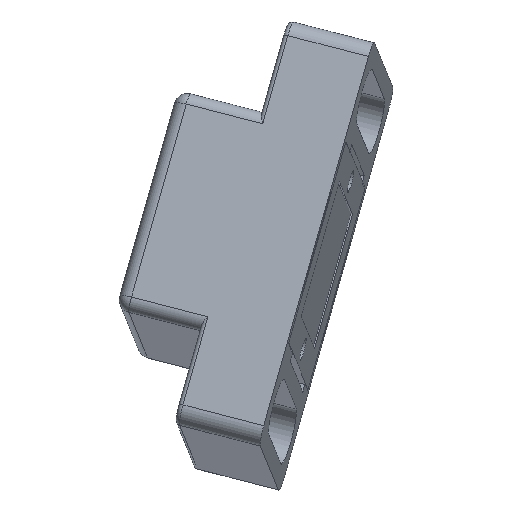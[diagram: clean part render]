
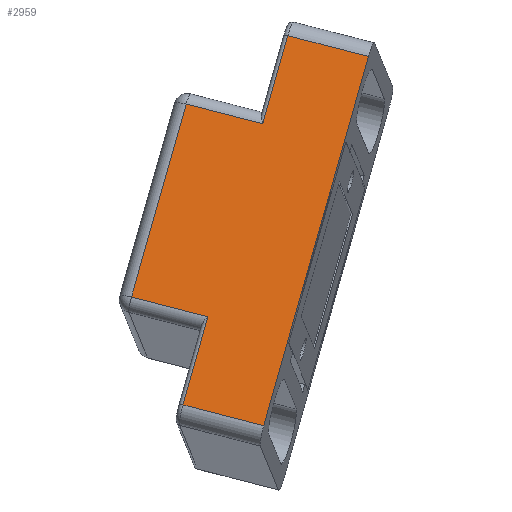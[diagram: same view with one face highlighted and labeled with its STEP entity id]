
A CAD part, left-side view. The second image highlights one B-rep face of the part: STEP entity #2959.
In plain terms, the highlighted face is planar.
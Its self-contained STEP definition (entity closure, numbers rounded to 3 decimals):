
#152 = CARTESIAN_POINT ( 'NONE',  ( -24., 9.5, 14. ) ) ;
#346 = EDGE_CURVE ( 'NONE', #4424, #12776, #3532, .T. ) ;
#456 = EDGE_CURVE ( 'NONE', #7592, #5988, #5425, .T. ) ;
#558 = VECTOR ( 'NONE', #10238, 1000. ) ;
#791 = CARTESIAN_POINT ( 'NONE',  ( 11.5, 9.5, 14. ) ) ;
#1020 = ORIENTED_EDGE ( 'NONE', *, *, #7340, .T. ) ;
#1123 = DIRECTION ( 'NONE',  ( 0., -1., 0. ) ) ;
#1369 = CARTESIAN_POINT ( 'NONE',  ( 11.5, 18.5, 14. ) ) ;
#1373 = EDGE_CURVE ( 'NONE', #4301, #4424, #8837, .T. ) ;
#1433 = VECTOR ( 'NONE', #4811, 1000. ) ;
#1514 = CARTESIAN_POINT ( 'NONE',  ( -22., 9.5, 14. ) ) ;
#1575 = LINE ( 'NONE', #2950, #4478 ) ;
#1733 = VECTOR ( 'NONE', #10427, 1000. ) ;
#1766 = DIRECTION ( 'NONE',  ( -1., 0., 0. ) ) ;
#2007 = ORIENTED_EDGE ( 'NONE', *, *, #346, .T. ) ;
#2521 = CARTESIAN_POINT ( 'NONE',  ( 22., 0., 14. ) ) ;
#2595 = CARTESIAN_POINT ( 'NONE',  ( 11.5, 10., 14. ) ) ;
#2779 = ORIENTED_EDGE ( 'NONE', *, *, #7129, .T. ) ;
#2950 = CARTESIAN_POINT ( 'NONE',  ( 22., 10., 14. ) ) ;
#2959 = ADVANCED_FACE ( 'NONE', ( #12409 ), #9357, .F. ) ;
#3047 = VECTOR ( 'NONE', #13219, 1000. ) ;
#3399 = VERTEX_POINT ( 'NONE', #12381 ) ;
#3405 = DIRECTION ( 'NONE',  ( -1., 0., 0. ) ) ;
#3447 = LINE ( 'NONE', #2595, #558 ) ;
#3459 = EDGE_CURVE ( 'NONE', #9646, #3399, #10161, .T. ) ;
#3532 = LINE ( 'NONE', #8743, #8993 ) ;
#3595 = CARTESIAN_POINT ( 'NONE',  ( -22., 0., 14. ) ) ;
#3721 = CARTESIAN_POINT ( 'NONE',  ( -24., 18.5, 14. ) ) ;
#3884 = CARTESIAN_POINT ( 'NONE',  ( -11.5, 10., 14. ) ) ;
#3988 = ORIENTED_EDGE ( 'NONE', *, *, #7222, .T. ) ;
#4301 = VERTEX_POINT ( 'NONE', #12884 ) ;
#4424 = VERTEX_POINT ( 'NONE', #1514 ) ;
#4478 = VECTOR ( 'NONE', #10599, 1000. ) ;
#4811 = DIRECTION ( 'NONE',  ( -1., 0., 0. ) ) ;
#4833 = LINE ( 'NONE', #11868, #10313 ) ;
#4858 = ORIENTED_EDGE ( 'NONE', *, *, #1373, .T. ) ;
#5425 = LINE ( 'NONE', #11123, #10903 ) ;
#5988 = VERTEX_POINT ( 'NONE', #791 ) ;
#6579 = EDGE_CURVE ( 'NONE', #12776, #13888, #4833, .T. ) ;
#7129 = EDGE_CURVE ( 'NONE', #13888, #7592, #1575, .T. ) ;
#7222 = EDGE_CURVE ( 'NONE', #5988, #9646, #3447, .T. ) ;
#7340 = EDGE_CURVE ( 'NONE', #3399, #4301, #13383, .T. ) ;
#7592 = VERTEX_POINT ( 'NONE', #11971 ) ;
#8045 = ORIENTED_EDGE ( 'NONE', *, *, #6579, .T. ) ;
#8304 = DIRECTION ( 'NONE',  ( 0., 0., -1. ) ) ;
#8743 = CARTESIAN_POINT ( 'NONE',  ( -22., 10., 14. ) ) ;
#8837 = LINE ( 'NONE', #152, #3047 ) ;
#8993 = VECTOR ( 'NONE', #1123, 1000. ) ;
#9010 = AXIS2_PLACEMENT_3D ( 'NONE', #12668, #8304, #1766 ) ;
#9357 = PLANE ( 'NONE',  #9010 ) ;
#9646 = VERTEX_POINT ( 'NONE', #1369 ) ;
#10161 = LINE ( 'NONE', #3721, #1433 ) ;
#10238 = DIRECTION ( 'NONE',  ( 0., 1., 0. ) ) ;
#10313 = VECTOR ( 'NONE', #11823, 1000. ) ;
#10427 = DIRECTION ( 'NONE',  ( 0., -1., 0. ) ) ;
#10599 = DIRECTION ( 'NONE',  ( 0., 1., 0. ) ) ;
#10903 = VECTOR ( 'NONE', #3405, 1000. ) ;
#11123 = CARTESIAN_POINT ( 'NONE',  ( -24., 9.5, 14. ) ) ;
#11823 = DIRECTION ( 'NONE',  ( 1., 0., 0. ) ) ;
#11868 = CARTESIAN_POINT ( 'NONE',  ( 24., 0., 14. ) ) ;
#11971 = CARTESIAN_POINT ( 'NONE',  ( 22., 9.5, 14. ) ) ;
#12130 = ORIENTED_EDGE ( 'NONE', *, *, #456, .T. ) ;
#12381 = CARTESIAN_POINT ( 'NONE',  ( -11.5, 18.5, 14. ) ) ;
#12400 = EDGE_LOOP ( 'NONE', ( #1020, #4858, #2007, #8045, #2779, #12130, #3988, #13789 ) ) ;
#12409 = FACE_OUTER_BOUND ( 'NONE', #12400, .T. ) ;
#12668 = CARTESIAN_POINT ( 'NONE',  ( -24., 10., 14. ) ) ;
#12776 = VERTEX_POINT ( 'NONE', #3595 ) ;
#12884 = CARTESIAN_POINT ( 'NONE',  ( -11.5, 9.5, 14. ) ) ;
#13219 = DIRECTION ( 'NONE',  ( -1., 0., 0. ) ) ;
#13383 = LINE ( 'NONE', #3884, #1733 ) ;
#13789 = ORIENTED_EDGE ( 'NONE', *, *, #3459, .T. ) ;
#13888 = VERTEX_POINT ( 'NONE', #2521 ) ;
